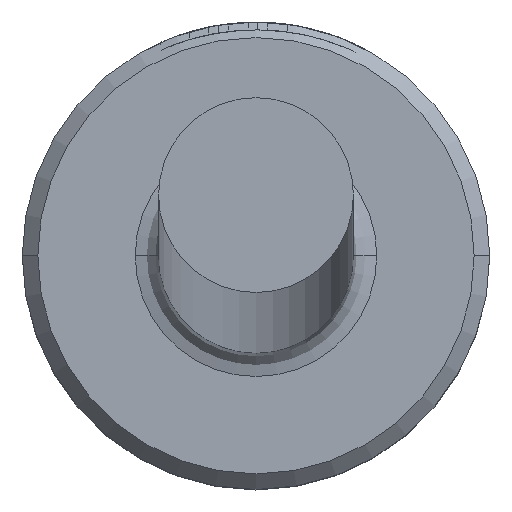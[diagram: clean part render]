
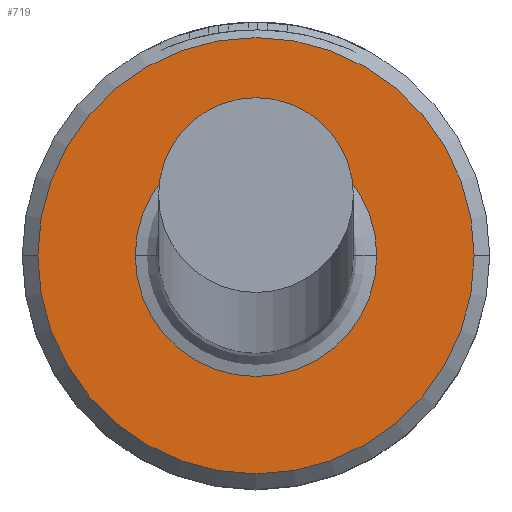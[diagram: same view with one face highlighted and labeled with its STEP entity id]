
A CAD part, top view. The second image highlights one B-rep face of the part: STEP entity #719.
In plain terms, the highlighted planar face has unit normal (0, 0, 1).
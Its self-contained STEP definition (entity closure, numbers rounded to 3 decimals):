
#12 = CIRCLE ( 'NONE', #202, 2.8 ) ;
#38 = DIRECTION ( 'NONE',  ( -1., 0., 0. ) ) ;
#41 = CARTESIAN_POINT ( 'NONE',  ( 2.8, 0., 4. ) ) ;
#146 = DIRECTION ( 'NONE',  ( 0., 0., 1. ) ) ;
#187 = CIRCLE ( 'NONE', #190, 1.55 ) ;
#190 = AXIS2_PLACEMENT_3D ( 'NONE', #1111, #610, #38 ) ;
#202 = AXIS2_PLACEMENT_3D ( 'NONE', #786, #241, #866 ) ;
#240 = ORIENTED_EDGE ( 'NONE', *, *, #311, .T. ) ;
#241 = DIRECTION ( 'NONE',  ( 0., 0., 1. ) ) ;
#247 = CIRCLE ( 'NONE', #826, 1.55 ) ;
#248 = ORIENTED_EDGE ( 'NONE', *, *, #1050, .T. ) ;
#281 = VERTEX_POINT ( 'NONE', #445 ) ;
#311 = EDGE_CURVE ( 'NONE', #1039, #489, #247, .T. ) ;
#319 = ORIENTED_EDGE ( 'NONE', *, *, #948, .T. ) ;
#357 = AXIS2_PLACEMENT_3D ( 'NONE', #747, #833, #1084 ) ;
#377 = EDGE_CURVE ( 'NONE', #489, #1039, #187, .T. ) ;
#437 = EDGE_LOOP ( 'NONE', ( #248, #319 ) ) ;
#445 = CARTESIAN_POINT ( 'NONE',  ( -2.8, 0., 4. ) ) ;
#489 = VERTEX_POINT ( 'NONE', #539 ) ;
#491 = PLANE ( 'NONE',  #357 ) ;
#539 = CARTESIAN_POINT ( 'NONE',  ( 1.55, 0., 4. ) ) ;
#574 = DIRECTION ( 'NONE',  ( -1., 0., 0. ) ) ;
#590 = DIRECTION ( 'NONE',  ( 0., 0., -1. ) ) ;
#610 = DIRECTION ( 'NONE',  ( 0., 0., -1. ) ) ;
#642 = FACE_OUTER_BOUND ( 'NONE', #437, .T. ) ;
#671 = CIRCLE ( 'NONE', #867, 2.8 ) ;
#699 = CARTESIAN_POINT ( 'NONE',  ( 0., 0., 4. ) ) ;
#719 = ADVANCED_FACE ( 'NONE', ( #642, #831 ), #491, .T. ) ;
#747 = CARTESIAN_POINT ( 'NONE',  ( 0., 0., 4. ) ) ;
#786 = CARTESIAN_POINT ( 'NONE',  ( 0., 0., 4. ) ) ;
#787 = DIRECTION ( 'NONE',  ( 1., 0., 0. ) ) ;
#826 = AXIS2_PLACEMENT_3D ( 'NONE', #933, #590, #574 ) ;
#831 = FACE_BOUND ( 'NONE', #975, .T. ) ;
#833 = DIRECTION ( 'NONE',  ( 0., 0., 1. ) ) ;
#866 = DIRECTION ( 'NONE',  ( 1., 0., 0. ) ) ;
#867 = AXIS2_PLACEMENT_3D ( 'NONE', #699, #146, #787 ) ;
#902 = VERTEX_POINT ( 'NONE', #41 ) ;
#933 = CARTESIAN_POINT ( 'NONE',  ( 0., 0., 4. ) ) ;
#948 = EDGE_CURVE ( 'NONE', #902, #281, #12, .T. ) ;
#975 = EDGE_LOOP ( 'NONE', ( #240, #1019 ) ) ;
#1019 = ORIENTED_EDGE ( 'NONE', *, *, #377, .T. ) ;
#1033 = CARTESIAN_POINT ( 'NONE',  ( -1.55, 0., 4. ) ) ;
#1039 = VERTEX_POINT ( 'NONE', #1033 ) ;
#1050 = EDGE_CURVE ( 'NONE', #281, #902, #671, .T. ) ;
#1084 = DIRECTION ( 'NONE',  ( 1., 0., 0. ) ) ;
#1111 = CARTESIAN_POINT ( 'NONE',  ( 0., 0., 4. ) ) ;
